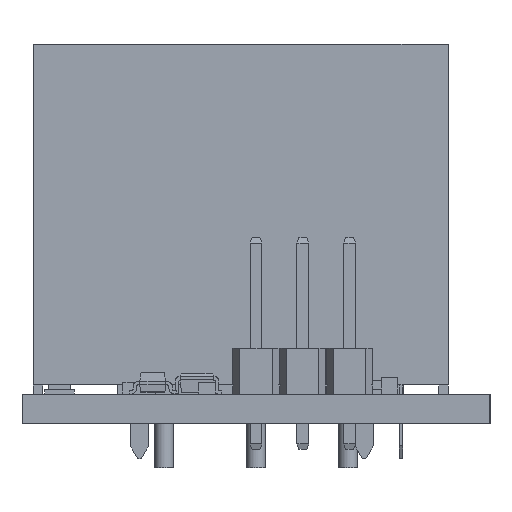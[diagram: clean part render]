
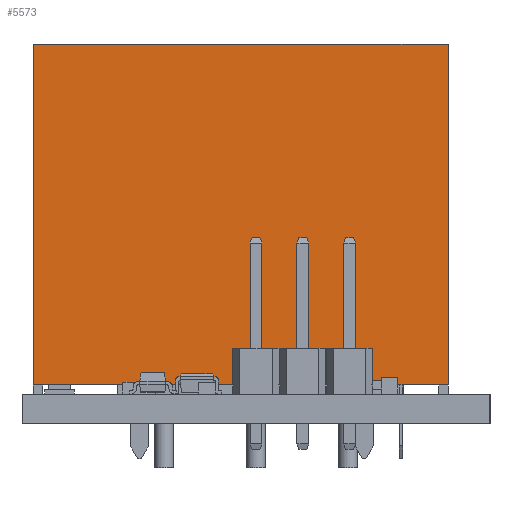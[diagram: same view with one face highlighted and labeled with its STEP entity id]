
A CAD part, left-side view. The second image highlights one B-rep face of the part: STEP entity #5573.
In plain terms, the highlighted planar face has unit normal (-1, 0, 0).
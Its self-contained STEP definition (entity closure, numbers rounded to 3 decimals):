
#792 = CARTESIAN_POINT ( 'NONE',  ( 5.593, 2.276, 20.575 ) ) ;
#1392 = DIRECTION ( 'NONE',  ( 0., -1., 0. ) ) ;
#1929 = EDGE_LOOP ( 'NONE', ( #9718, #5468, #18226, #7997 ) ) ;
#3392 = VECTOR ( 'NONE', #1392, 1000. ) ;
#4382 = CARTESIAN_POINT ( 'NONE',  ( 5.593, 2.276, 2.075 ) ) ;
#5468 = ORIENTED_EDGE ( 'NONE', *, *, #7951, .F. ) ;
#5573 = ADVANCED_FACE ( 'NONE', ( #20282 ), #28361, .F. ) ;
#6730 = VERTEX_POINT ( 'NONE', #4382 ) ;
#7607 = EDGE_CURVE ( 'NONE', #8452, #32647, #10114, .T. ) ;
#7951 = EDGE_CURVE ( 'NONE', #32647, #6730, #19525, .T. ) ;
#7997 = ORIENTED_EDGE ( 'NONE', *, *, #28722, .T. ) ;
#8452 = VERTEX_POINT ( 'NONE', #13967 ) ;
#8677 = VECTOR ( 'NONE', #34790, 1000. ) ;
#8694 = DIRECTION ( 'NONE',  ( 1., 0., 0. ) ) ;
#9164 = CARTESIAN_POINT ( 'NONE',  ( 5.593, 24.776, 2.075 ) ) ;
#9718 = ORIENTED_EDGE ( 'NONE', *, *, #18718, .F. ) ;
#10114 = LINE ( 'NONE', #12771, #3392 ) ;
#11552 = CARTESIAN_POINT ( 'NONE',  ( 5.593, 2.276, 2.075 ) ) ;
#11990 = AXIS2_PLACEMENT_3D ( 'NONE', #16981, #8694, #14600 ) ;
#12771 = CARTESIAN_POINT ( 'NONE',  ( 5.593, 24.776, 20.575 ) ) ;
#13967 = CARTESIAN_POINT ( 'NONE',  ( 5.593, 24.776, 20.575 ) ) ;
#14600 = DIRECTION ( 'NONE',  ( 0., 0., -1. ) ) ;
#16981 = CARTESIAN_POINT ( 'NONE',  ( 5.593, 24.776, 20.575 ) ) ;
#17724 = VECTOR ( 'NONE', #22355, 1000. ) ;
#18226 = ORIENTED_EDGE ( 'NONE', *, *, #7607, .F. ) ;
#18718 = EDGE_CURVE ( 'NONE', #6730, #24096, #27865, .T. ) ;
#19525 = LINE ( 'NONE', #33864, #17724 ) ;
#20282 = FACE_OUTER_BOUND ( 'NONE', #1929, .T. ) ;
#20603 = VECTOR ( 'NONE', #32564, 1000. ) ;
#22355 = DIRECTION ( 'NONE',  ( 0., 0., -1. ) ) ;
#24096 = VERTEX_POINT ( 'NONE', #9164 ) ;
#27865 = LINE ( 'NONE', #11552, #8677 ) ;
#28361 = PLANE ( 'NONE',  #11990 ) ;
#28722 = EDGE_CURVE ( 'NONE', #8452, #24096, #33907, .T. ) ;
#32564 = DIRECTION ( 'NONE',  ( 0., 0., -1. ) ) ;
#32647 = VERTEX_POINT ( 'NONE', #792 ) ;
#32678 = CARTESIAN_POINT ( 'NONE',  ( 5.593, 24.776, 20.575 ) ) ;
#33864 = CARTESIAN_POINT ( 'NONE',  ( 5.593, 2.276, 20.575 ) ) ;
#33907 = LINE ( 'NONE', #32678, #20603 ) ;
#34790 = DIRECTION ( 'NONE',  ( 0., 1., 0. ) ) ;
